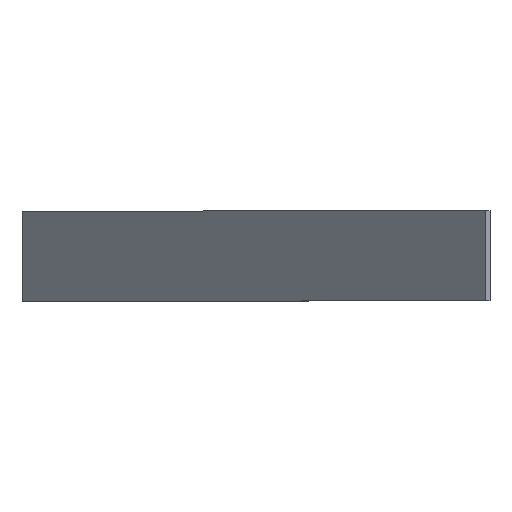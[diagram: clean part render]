
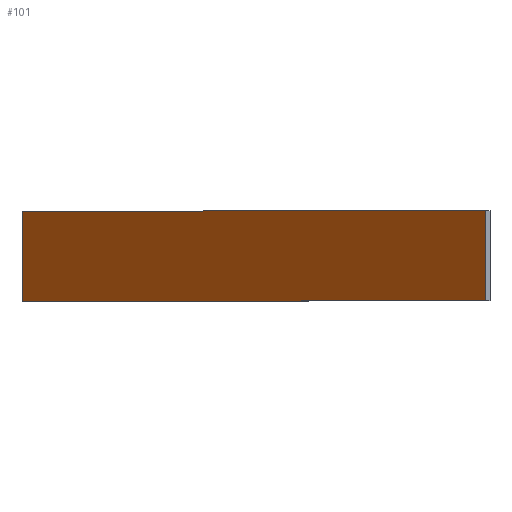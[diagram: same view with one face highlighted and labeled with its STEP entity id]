
A CAD part, top view. The second image highlights one B-rep face of the part: STEP entity #101.
In plain terms, the highlighted planar face has unit normal (-0.713, 0, 0.701).
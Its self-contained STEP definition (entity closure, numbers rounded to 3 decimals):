
#15=FACE_OUTER_BOUND('',#21,.T.);
#21=EDGE_LOOP('',(#71,#72,#73,#74));
#27=LINE('',#157,#39);
#28=LINE('',#159,#40);
#29=LINE('',#161,#41);
#30=LINE('',#162,#42);
#39=VECTOR('',#131,10.);
#40=VECTOR('',#132,10.);
#41=VECTOR('',#133,10.);
#42=VECTOR('',#134,10.);
#51=VERTEX_POINT('',#155);
#52=VERTEX_POINT('',#156);
#53=VERTEX_POINT('',#158);
#54=VERTEX_POINT('',#160);
#59=EDGE_CURVE('',#51,#52,#27,.T.);
#60=EDGE_CURVE('',#53,#51,#28,.T.);
#61=EDGE_CURVE('',#54,#53,#29,.T.);
#62=EDGE_CURVE('',#52,#54,#30,.T.);
#71=ORIENTED_EDGE('',*,*,#59,.F.);
#72=ORIENTED_EDGE('',*,*,#60,.F.);
#73=ORIENTED_EDGE('',*,*,#61,.F.);
#74=ORIENTED_EDGE('',*,*,#62,.F.);
#95=PLANE('',#121);
#101=ADVANCED_FACE('',(#15),#95,.F.);
#121=AXIS2_PLACEMENT_3D('',#154,#129,#130);
#129=DIRECTION('center_axis',(0.713,0.,-0.701));
#130=DIRECTION('ref_axis',(-0.701,0.,-0.713));
#131=DIRECTION('',(-0.701,0.,-0.713));
#132=DIRECTION('',(0.,-1.,0.));
#133=DIRECTION('',(0.701,0.,0.713));
#134=DIRECTION('',(0.,1.,0.));
#154=CARTESIAN_POINT('Origin',(1099.349,162.5,-1362.969));
#155=CARTESIAN_POINT('',(1215.055,140.,-1245.337));
#156=CARTESIAN_POINT('',(983.644,140.,-1480.6));
#157=CARTESIAN_POINT('',(1157.202,140.,-1304.153));
#158=CARTESIAN_POINT('',(1215.055,185.,-1245.337));
#159=CARTESIAN_POINT('',(1215.055,173.75,-1245.337));
#160=CARTESIAN_POINT('',(983.644,185.,-1480.6));
#161=CARTESIAN_POINT('',(1041.497,185.,-1421.785));
#162=CARTESIAN_POINT('',(983.644,151.25,-1480.6));
